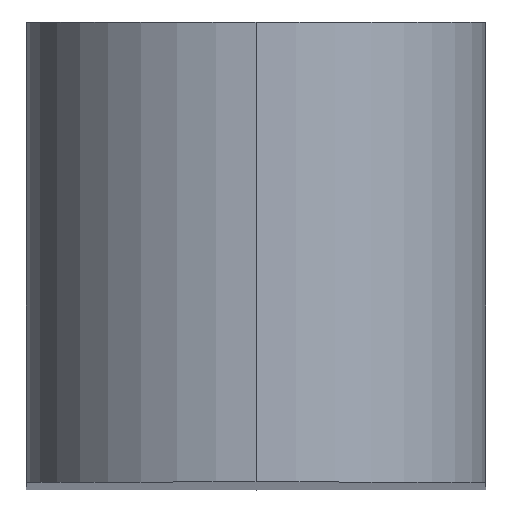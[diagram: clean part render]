
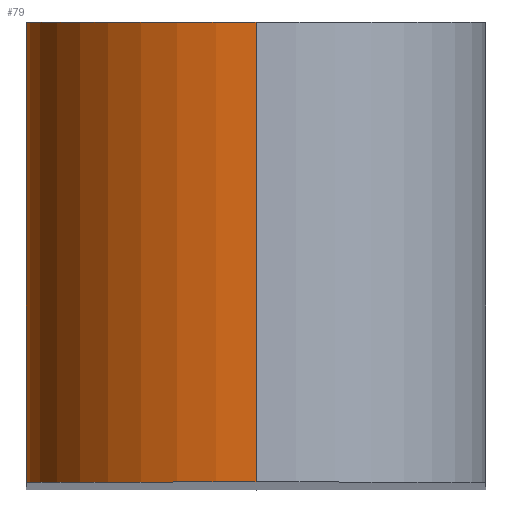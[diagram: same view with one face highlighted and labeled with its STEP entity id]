
A CAD part, top view. The second image highlights one B-rep face of the part: STEP entity #79.
In plain terms, the highlighted cylindrical face has radius 3 mm (diameter 6 mm), a partial arc.
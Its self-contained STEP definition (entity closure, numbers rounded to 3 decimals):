
#30 = CARTESIAN_POINT ( 'NONE',  ( 3., 0., 57. ) ) ;
#31 = CARTESIAN_POINT ( 'NONE',  ( 3., 6., 60. ) ) ;
#39 = EDGE_CURVE ( 'NONE', #133, #271, #63, .T. ) ;
#40 = ORIENTED_EDGE ( 'NONE', *, *, #39, .F. ) ;
#51 = CARTESIAN_POINT ( 'NONE',  ( 3., 6., 57. ) ) ;
#54 = CARTESIAN_POINT ( 'NONE',  ( 3., 6., 57. ) ) ;
#58 = DIRECTION ( 'NONE',  ( 0., -1., 0. ) ) ;
#63 = LINE ( 'NONE', #76, #238 ) ;
#71 = AXIS2_PLACEMENT_3D ( 'NONE', #30, #58, #154 ) ;
#76 = CARTESIAN_POINT ( 'NONE',  ( 3., 6., 60. ) ) ;
#78 = EDGE_CURVE ( 'NONE', #271, #283, #146, .T. ) ;
#79 = ADVANCED_FACE ( 'NONE', ( #209 ), #286, .T. ) ;
#84 = DIRECTION ( 'NONE',  ( 0., 0., -1. ) ) ;
#91 = ORIENTED_EDGE ( 'NONE', *, *, #78, .F. ) ;
#93 = EDGE_LOOP ( 'NONE', ( #186, #91, #40, #296 ) ) ;
#94 = DIRECTION ( 'NONE',  ( 0., 1., 0. ) ) ;
#95 = CARTESIAN_POINT ( 'NONE',  ( 3., 0., 60. ) ) ;
#128 = CIRCLE ( 'NONE', #285, 3. ) ;
#133 = VERTEX_POINT ( 'NONE', #31 ) ;
#135 = AXIS2_PLACEMENT_3D ( 'NONE', #51, #308, #240 ) ;
#146 = CIRCLE ( 'NONE', #71, 3. ) ;
#154 = DIRECTION ( 'NONE',  ( 0., 0., 1. ) ) ;
#172 = CARTESIAN_POINT ( 'NONE',  ( 0., 0., 57. ) ) ;
#176 = EDGE_CURVE ( 'NONE', #262, #133, #128, .T. ) ;
#186 = ORIENTED_EDGE ( 'NONE', *, *, #311, .F. ) ;
#188 = LINE ( 'NONE', #295, #250 ) ;
#191 = CARTESIAN_POINT ( 'NONE',  ( 0., 6., 57. ) ) ;
#209 = FACE_OUTER_BOUND ( 'NONE', #93, .T. ) ;
#223 = DIRECTION ( 'NONE',  ( 0., 1., 0. ) ) ;
#238 = VECTOR ( 'NONE', #239, 1000. ) ;
#239 = DIRECTION ( 'NONE',  ( 0., -1., 0. ) ) ;
#240 = DIRECTION ( 'NONE',  ( 0., 0., -1. ) ) ;
#250 = VECTOR ( 'NONE', #94, 1000. ) ;
#262 = VERTEX_POINT ( 'NONE', #191 ) ;
#271 = VERTEX_POINT ( 'NONE', #95 ) ;
#283 = VERTEX_POINT ( 'NONE', #172 ) ;
#285 = AXIS2_PLACEMENT_3D ( 'NONE', #54, #223, #84 ) ;
#286 = CYLINDRICAL_SURFACE ( 'NONE', #135, 3. ) ;
#295 = CARTESIAN_POINT ( 'NONE',  ( 0., 0., 57. ) ) ;
#296 = ORIENTED_EDGE ( 'NONE', *, *, #176, .F. ) ;
#308 = DIRECTION ( 'NONE',  ( 0., -1., 0. ) ) ;
#311 = EDGE_CURVE ( 'NONE', #283, #262, #188, .T. ) ;
